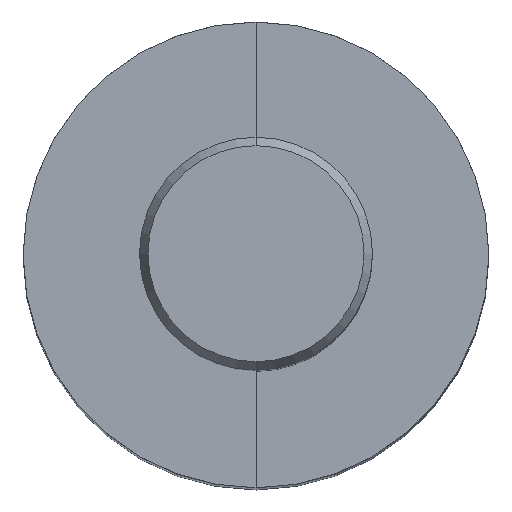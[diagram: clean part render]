
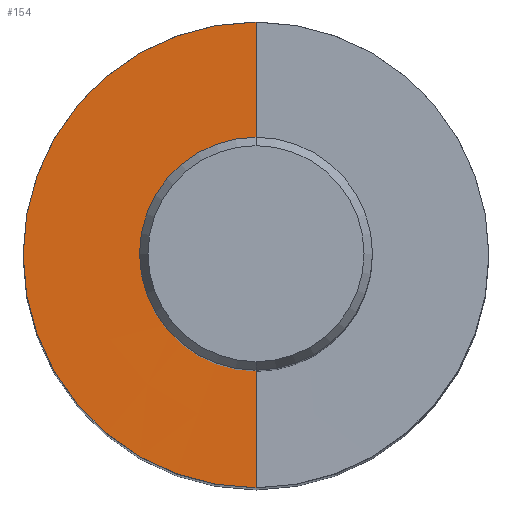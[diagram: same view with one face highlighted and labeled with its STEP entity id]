
A CAD part, top view. The second image highlights one B-rep face of the part: STEP entity #154.
In plain terms, the highlighted conical face has half-angle 89.945 degrees and reference radius 13.809 mm.
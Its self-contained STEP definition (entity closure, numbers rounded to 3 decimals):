
#122=EDGE_CURVE('',#168,#160,#300,.T.);
#124=VERTEX_POINT('',#302);
#154=ADVANCED_FACE('',(#336),#337,.F.);
#160=VERTEX_POINT('',#343);
#168=VERTEX_POINT('',#353);
#178=VERTEX_POINT('',#365);
#226=EDGE_CURVE('',#168,#124,#420,.T.);
#236=EDGE_CURVE('',#178,#160,#432,.T.);
#256=EDGE_CURVE('',#124,#178,#454,.T.);
#300=CIRCLE('',#492,8.573);
#302=CARTESIAN_POINT('',(0.,-19.045,-57.19));
#336=FACE_OUTER_BOUND('',#532,.T.);
#337=CONICAL_SURFACE('',#533,13.809,1.57);
#343=CARTESIAN_POINT('',(0.0,8.573,-57.2));
#353=CARTESIAN_POINT('',(0.,-8.573,-57.2));
#365=CARTESIAN_POINT('',(0.0,19.045,-57.19));
#420=LINE('',#640,#641);
#432=LINE('',#656,#657);
#454=CIRCLE('',#689,19.045);
#492=AXIS2_PLACEMENT_3D('',#716,#717,#718);
#532=EDGE_LOOP('',(#759,#760,#761,#762));
#533=AXIS2_PLACEMENT_3D('',#763,#764,#765);
#640=CARTESIAN_POINT('',(0.,-13.809,-57.195));
#641=VECTOR('',#868,1.0);
#656=CARTESIAN_POINT('',(0.,13.809,-57.195));
#657=VECTOR('',#891,1.0);
#689=AXIS2_PLACEMENT_3D('',#920,#921,#922);
#716=CARTESIAN_POINT('',(0.0,0.0,-57.2));
#717=DIRECTION('',(0.0,0.0,-1.0));
#718=DIRECTION('',(0.0,1.0,0.0));
#759=ORIENTED_EDGE('',*,*,#236,.F.);
#760=ORIENTED_EDGE('',*,*,#256,.F.);
#761=ORIENTED_EDGE('',*,*,#226,.F.);
#762=ORIENTED_EDGE('',*,*,#122,.T.);
#763=CARTESIAN_POINT('',(0.0,0.0,-57.195));
#764=DIRECTION('',(-0.0,-0.0,1.0));
#765=DIRECTION('',(0.0,1.0,0.0));
#868=DIRECTION('',(0.,-1.,0.001));
#891=DIRECTION('',(0.,-1.,-0.001));
#920=CARTESIAN_POINT('',(0.0,0.0,-57.19));
#921=DIRECTION('',(0.0,0.0,-1.0));
#922=DIRECTION('',(0.0,1.0,0.0));
